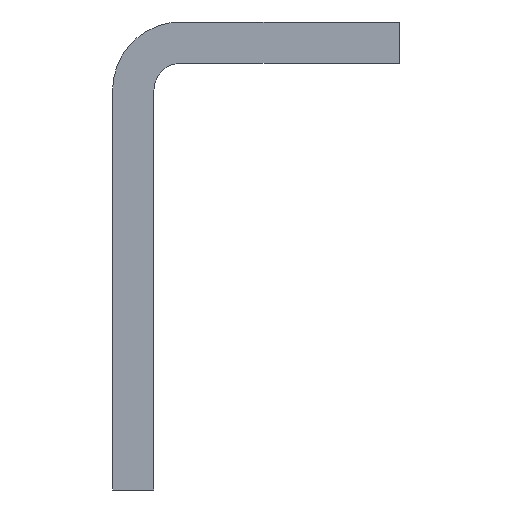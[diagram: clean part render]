
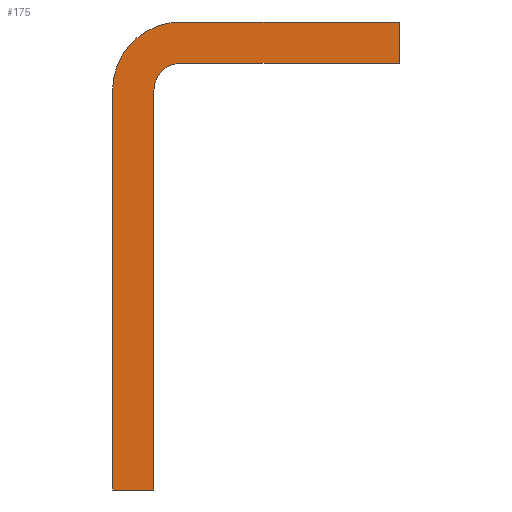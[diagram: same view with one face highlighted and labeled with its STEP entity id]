
A CAD part, front view. The second image highlights one B-rep face of the part: STEP entity #175.
In plain terms, the highlighted planar face has unit normal (0, -1, 0).
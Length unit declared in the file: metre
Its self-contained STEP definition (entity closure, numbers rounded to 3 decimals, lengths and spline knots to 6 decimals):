
#16=CIRCLE('',#201,0.0014);
#17=CIRCLE('',#202,0.00055);
#26=ORIENTED_EDGE('',*,*,#74,.T.);
#27=ORIENTED_EDGE('',*,*,#75,.F.);
#28=ORIENTED_EDGE('',*,*,#76,.F.);
#29=ORIENTED_EDGE('',*,*,#77,.F.);
#30=ORIENTED_EDGE('',*,*,#78,.T.);
#31=ORIENTED_EDGE('',*,*,#79,.T.);
#32=ORIENTED_EDGE('',*,*,#80,.F.);
#33=ORIENTED_EDGE('',*,*,#81,.F.);
#74=EDGE_CURVE('',#98,#99,#112,.T.);
#75=EDGE_CURVE('',#100,#99,#16,.T.);
#76=EDGE_CURVE('',#101,#100,#113,.T.);
#77=EDGE_CURVE('',#102,#101,#114,.T.);
#78=EDGE_CURVE('',#102,#103,#115,.T.);
#79=EDGE_CURVE('',#103,#104,#17,.T.);
#80=EDGE_CURVE('',#105,#104,#116,.T.);
#81=EDGE_CURVE('',#98,#105,#117,.T.);
#98=VERTEX_POINT('',#281);
#99=VERTEX_POINT('',#282);
#100=VERTEX_POINT('',#284);
#101=VERTEX_POINT('',#286);
#102=VERTEX_POINT('',#288);
#103=VERTEX_POINT('',#290);
#104=VERTEX_POINT('',#292);
#105=VERTEX_POINT('',#294);
#112=LINE('',#280,#132);
#113=LINE('',#285,#133);
#114=LINE('',#287,#134);
#115=LINE('',#289,#135);
#116=LINE('',#293,#136);
#117=LINE('',#295,#137);
#132=VECTOR('',#227,1.);
#133=VECTOR('',#230,1.);
#134=VECTOR('',#231,1.);
#135=VECTOR('',#232,1.);
#136=VECTOR('',#235,1.);
#137=VECTOR('',#236,1.);
#147=EDGE_LOOP('',(#26,#27,#28,#29,#30,#31,#32,#33));
#157=FACE_BOUND('',#147,.T.);
#167=PLANE('',#200);
#175=ADVANCED_FACE('',(#157),#167,.T.);
#200=AXIS2_PLACEMENT_3D('',#279,#225,#226);
#201=AXIS2_PLACEMENT_3D('',#283,#228,#229);
#202=AXIS2_PLACEMENT_3D('',#291,#233,#234);
#225=DIRECTION('',(0.,-1.,0.));
#226=DIRECTION('',(0.,0.,1.));
#227=DIRECTION('',(-1.,0.,0.));
#228=DIRECTION('',(0.,1.,0.));
#229=DIRECTION('',(-1.,0.,0.));
#230=DIRECTION('',(0.,0.,1.));
#231=DIRECTION('',(-1.,0.,0.));
#232=DIRECTION('',(0.,0.,1.));
#233=DIRECTION('',(0.,1.,0.));
#234=DIRECTION('',(-1.,0.,0.));
#235=DIRECTION('',(-1.,0.,0.));
#236=DIRECTION('',(0.,0.,-1.));
#279=CARTESIAN_POINT('',(-0.0017,-0.0124,0.005253));
#280=CARTESIAN_POINT('',(0.002627,-0.0124,0.008733));
#281=CARTESIAN_POINT('',(0.002627,-0.0124,0.008733));
#282=CARTESIAN_POINT('',(-0.001865,-0.0124,0.008733));
#283=CARTESIAN_POINT('',(-0.001865,-0.0124,0.007333));
#284=CARTESIAN_POINT('',(-0.003265,-0.0124,0.007333));
#285=CARTESIAN_POINT('',(-0.003265,-0.0124,-0.000881));
#286=CARTESIAN_POINT('',(-0.003265,-0.0124,-0.000881));
#287=CARTESIAN_POINT('',(-0.002415,-0.0124,-0.000881));
#288=CARTESIAN_POINT('',(-0.002415,-0.0124,-0.000881));
#289=CARTESIAN_POINT('',(-0.002415,-0.0124,-0.000881));
#290=CARTESIAN_POINT('',(-0.002415,-0.0124,0.007333));
#291=CARTESIAN_POINT('',(-0.001865,-0.0124,0.007333));
#292=CARTESIAN_POINT('',(-0.001865,-0.0124,0.007883));
#293=CARTESIAN_POINT('',(0.002627,-0.0124,0.007883));
#294=CARTESIAN_POINT('',(0.002627,-0.0124,0.007883));
#295=CARTESIAN_POINT('',(0.002627,-0.0124,0.008733));
